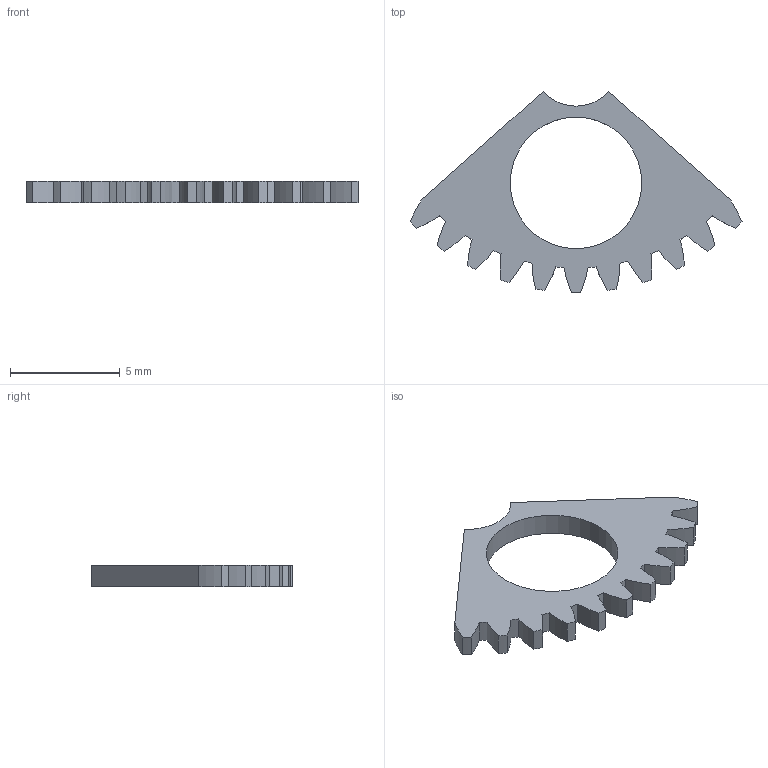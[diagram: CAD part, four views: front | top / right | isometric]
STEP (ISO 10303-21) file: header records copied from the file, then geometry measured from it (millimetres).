
FILE_DESCRIPTION(/* description */ (''),/* implementation_level */ '2;1');
FILE_NAME(/* name */ 'Gear.stp',/* time_stamp */ '2023-05-21T18:23:06+07:00',/* author */ ('admin'),/* organization */ (''),/* preprocessor_version */ 'ST-DEVELOPER v18.1',/* originating_system */ 'Autodesk Inventor 2022',/* authorisation */ '');
FILE_SCHEMA (('AUTOMOTIVE_DESIGN { 1 0 10303 214 3 1 1 }'));
Length unit declared in the file: millimetre
Products named in the file (1): Gear
Bounding box: 15.14 x 9.17 x 1 mm (x, y, z)
Volume: 52.5 mm3; surface area: 176.4 mm2
Topology: 1 solids, 1 shells, 49 faces, 141 edges, 94 vertices
Faces by surface type: cylinder 45, plane 4
Full cylindrical faces by diameter (mm): 6 x1
Entity records: 1710 total; most frequent: DIRECTION 331, CARTESIAN_POINT 285, ORIENTED_EDGE 282, EDGE_CURVE 141, AXIS2_PLACEMENT_3D 140, VERTEX_POINT 94, CIRCLE 90, EDGE_LOOP 51
